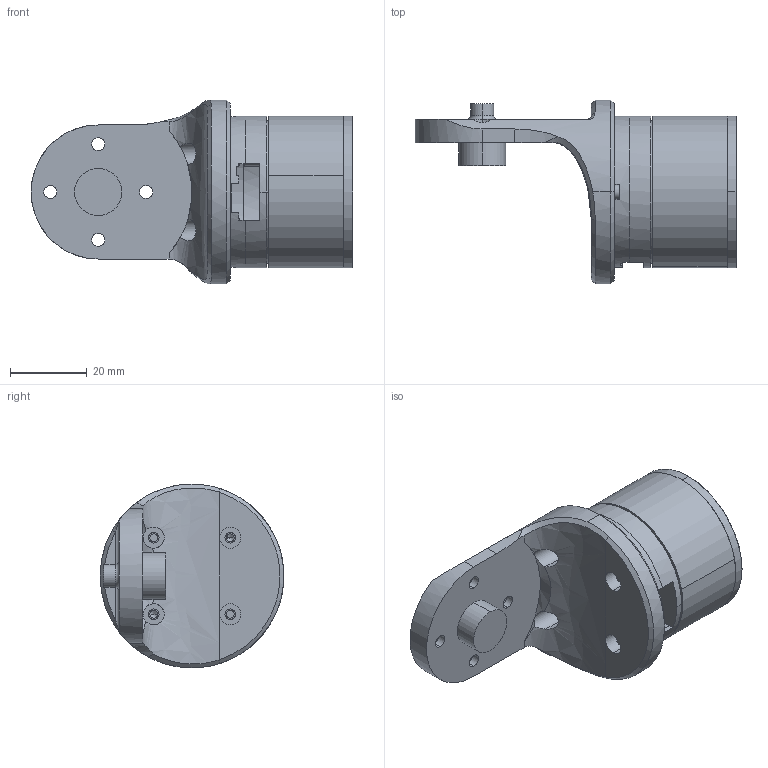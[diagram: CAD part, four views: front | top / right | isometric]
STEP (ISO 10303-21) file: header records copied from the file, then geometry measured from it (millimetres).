
FILE_DESCRIPTION (( 'STEP AP214' ), '1' );
FILE_NAME ('Forearm_Link.STEP', '2022-04-15T02:32:32', ( '' ), ( '' ), 'SwSTEP 2.0', 'SolidWorks 2021', '' );
FILE_SCHEMA (( 'AUTOMOTIVE_DESIGN' ));
Length unit declared in the file: millimetre
Products named in the file (3): Forearm_Link; 葭觼3URDF; RMD-4015URDF
Assembly tree (2 placements, depth 2):
  Forearm_Link
    葭觼3URDF
    RMD-4015URDF
Bounding box: 84 x 48 x 48 mm (x, y, z)
Volume: 29722.1 mm3; surface area: 25208.5 mm2
Topology: 9 solids, 11 shells, 389 faces, 979 edges, 623 vertices
Faces by surface type: cylinder 180, plane 137, cone 52, torus 9, bspline 7, sphere 4
Entity records: 13528 total; most frequent: CARTESIAN_POINT 3807, DIRECTION 2120, ORIENTED_EDGE 1918, EDGE_CURVE 959, AXIS2_PLACEMENT_3D 861, VERTEX_POINT 623, CIRCLE 474, EDGE_LOOP 466
